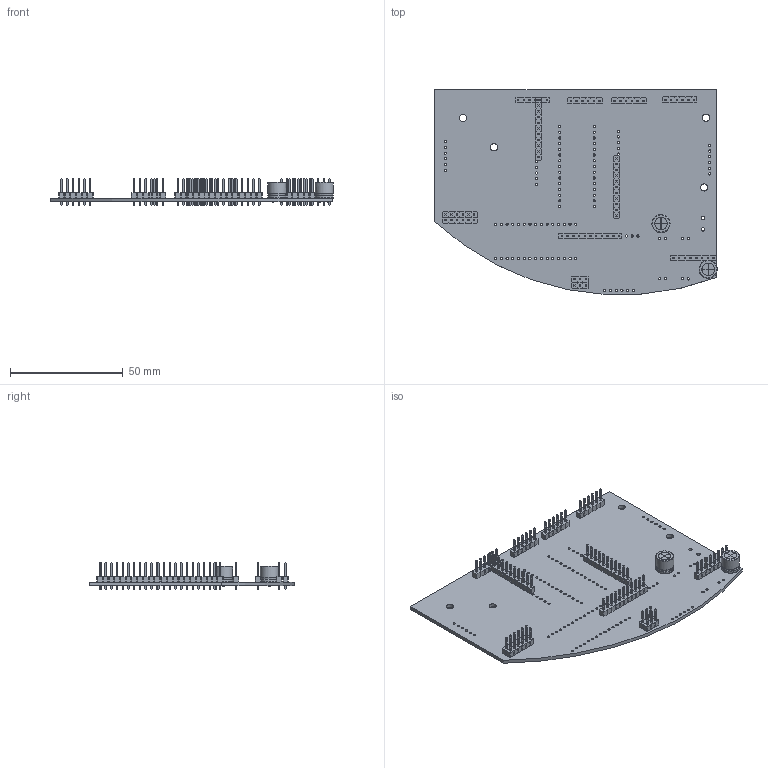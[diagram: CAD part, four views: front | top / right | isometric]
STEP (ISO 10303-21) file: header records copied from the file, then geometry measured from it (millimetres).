
FILE_DESCRIPTION(('KiCad electronic assembly'),'2;1');
FILE_NAME('mike_pcb_motors_new.step','2022-01-12T16:37:50',('An Author') ,('A Company'),'Open CASCADE STEP processor 6.9', 'KiCad to STEP converter','Unknown');
FILE_SCHEMA(('AUTOMOTIVE_DESIGN { 1 0 10303 214 1 1 1 1 }'));
Length unit declared in the file: millimetre
Products named in the file (12): Open CASCADE STEP translator 6.9 1; PinHeader_1x03_P2.54mm_Vertical; SOLID; C_Radial_D8.0mm_H7.0mm_P3.50mm; PinHeader_1x08_P2.54mm_Vertical; PinHeader_1x11_P2.54mm_Vertical; PinHeader_1x06_P2.54mm_Vertical; COMPOUND
Assembly tree (20 placements, depth 3):
  Open CASCADE STEP translator 6.9 1
    PinHeader_1x03_P2.54mm_Vertical  x2
      SOLID
    C_Radial_D8.0mm_H7.0mm_P3.50mm  x2
      SOLID
    PinHeader_1x08_P2.54mm_Vertical
      SOLID
    PinHeader_1x11_P2.54mm_Vertical  x3
      SOLID
    PinHeader_1x06_P2.54mm_Vertical  x6
      SOLID
    COMPOUND
Bounding box: 125.34 x 90.92 x 11.54 mm (x, y, z)
Volume: 18759 mm3; surface area: 26958.1 mm2
Topology: 15 solids, 17 shells, 2276 faces, 5532 edges, 3464 vertices
Faces by surface type: plane 2085, cylinder 181, revolution 4, bspline 4, torus 2
Full cylindrical faces by diameter (mm): 0.6 x4, 0.8 x4, 1 x156, 1.52 x2, 3.2 x4, 5.6 x6, 8 x4
Entity records: 61211 total; most frequent: CARTESIAN_POINT 9271, DIRECTION 8847, LINE 5951, VECTOR 5951, ORIENTED_EDGE 4452, PCURVE 4452, DEFINITIONAL_REPRESENTATION 4452, EDGE_CURVE 2226
